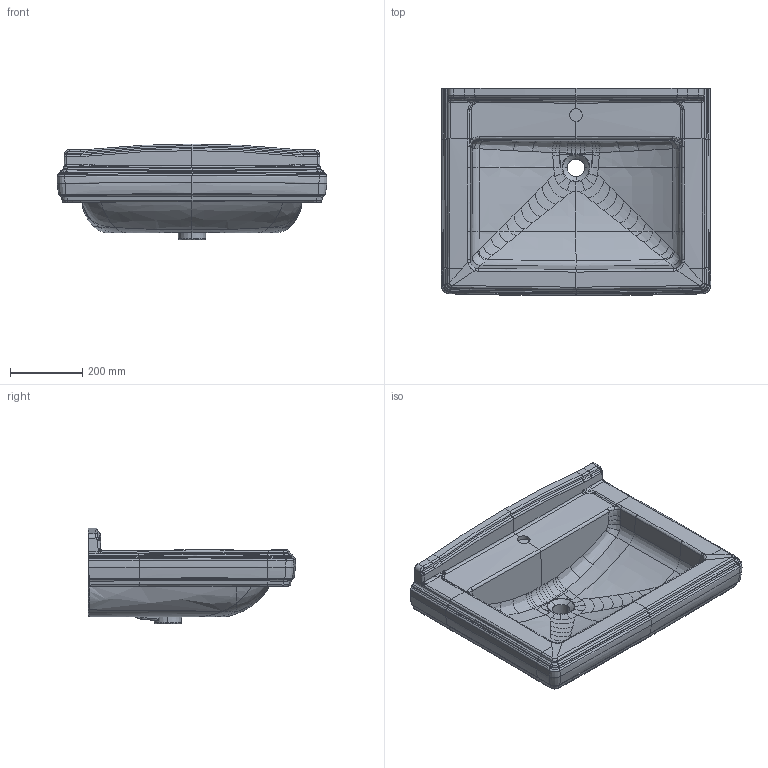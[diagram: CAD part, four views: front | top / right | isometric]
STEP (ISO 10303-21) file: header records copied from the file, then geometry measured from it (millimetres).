
FILE_DESCRIPTION(/* description */ (''),/* implementation_level */ '2;1');
FILE_NAME(/* name */ '710175_Hommahe_WT.stp',/* time_stamp */ '2019-02-27T09:07:58+01:00',/* author */ (''),/* organization */ (''),/* preprocessor_version */ 'ST-DEVELOPER v16',/* originating_system */ 'SIEMENS PLM Software NX 10.0',/* authorisation */ '');
FILE_SCHEMA (('AUTOMOTIVE_DESIGN { 1 0 10303 214 3 1 1 1 }'));
Products named in the file (1): math30088B4Bknqy
Bounding box: 747.95 x 574.52 x 265.95 mm (x, y, z)
Volume: 33704641.9 mm3; surface area: 1443664.7 mm2
Topology: 1 solids, 1 shells, 718 faces, 2021 edges, 1298 vertices
Faces by surface type: bspline 590, cylinder 60, plane 38, cone 20, extrusion 6, sphere 4
Full cylindrical faces by diameter (mm): 35 x1
Entity records: 51007 total; most frequent: CARTESIAN_POINT 38179, ORIENTED_EDGE 4032, EDGE_CURVE 2016, B_SPLINE_CURVE_WITH_KNOTS 1925, VERTEX_POINT 1299, EDGE_LOOP 719, ADVANCED_FACE 718, FACE_OUTER_BOUND 717
